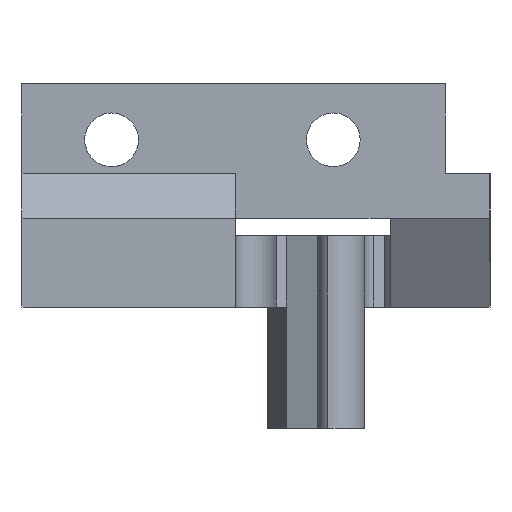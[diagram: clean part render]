
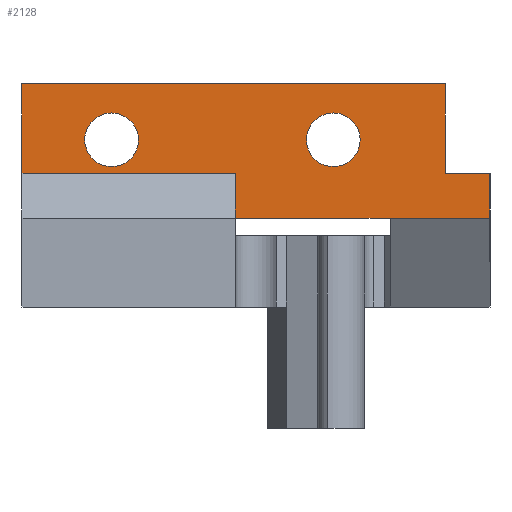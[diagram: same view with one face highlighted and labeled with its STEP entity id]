
A CAD part, front view. The second image highlights one B-rep face of the part: STEP entity #2128.
In plain terms, the highlighted planar face has unit normal (0, -1, 0).
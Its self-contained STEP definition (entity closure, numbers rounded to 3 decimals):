
#4 = LINE ( 'NONE', #807, #1484 ) ;
#5 = CARTESIAN_POINT ( 'NONE',  ( -4.764, -9.495, 2.381 ) ) ;
#8 = DIRECTION ( 'NONE',  ( 0., -1., 0. ) ) ;
#20 = CARTESIAN_POINT ( 'NONE',  ( 14.14, -9.495, 4.381 ) ) ;
#44 = CARTESIAN_POINT ( 'NONE',  ( 4.77, -9.495, 2.381 ) ) ;
#123 = CARTESIAN_POINT ( 'NONE',  ( -4.762, -9.495, 4.381 ) ) ;
#151 = CARTESIAN_POINT ( 'NONE',  ( -0.762, -9.495, 4.681 ) ) ;
#168 = AXIS2_PLACEMENT_3D ( 'NONE', #187, #1215, #3300 ) ;
#187 = CARTESIAN_POINT ( 'NONE',  ( 16.14, -9.495, 15.46 ) ) ;
#201 = DIRECTION ( 'NONE',  ( 1., 0., 0. ) ) ;
#227 = EDGE_CURVE ( 'NONE', #2778, #649, #2039, .T. ) ;
#236 = CARTESIAN_POINT ( 'NONE',  ( -4.762, -9.495, 8.381 ) ) ;
#259 = VECTOR ( 'NONE', #2710, 1000. ) ;
#266 = CARTESIAN_POINT ( 'NONE',  ( 9.14, -9.495, 4.681 ) ) ;
#269 = DIRECTION ( 'NONE',  ( -1., 0., 0. ) ) ;
#291 = ORIENTED_EDGE ( 'NONE', *, *, #2359, .F. ) ;
#314 = DIRECTION ( 'NONE',  ( 0., 0., -1. ) ) ;
#350 = LINE ( 'NONE', #44, #3192 ) ;
#356 = ORIENTED_EDGE ( 'NONE', *, *, #1125, .F. ) ;
#368 = CARTESIAN_POINT ( 'NONE',  ( 16.14, -9.495, 2.381 ) ) ;
#417 = PLANE ( 'NONE',  #168 ) ;
#451 = FACE_OUTER_BOUND ( 'NONE', #2949, .T. ) ;
#464 = AXIS2_PLACEMENT_3D ( 'NONE', #493, #2972, #3026 ) ;
#493 = CARTESIAN_POINT ( 'NONE',  ( -0.762, -9.495, 5.881 ) ) ;
#521 = VECTOR ( 'NONE', #269, 1000. ) ;
#532 = ORIENTED_EDGE ( 'NONE', *, *, #916, .F. ) ;
#583 = AXIS2_PLACEMENT_3D ( 'NONE', #2521, #1720, #2266 ) ;
#649 = VERTEX_POINT ( 'NONE', #368 ) ;
#652 = DIRECTION ( 'NONE',  ( 0., 0., -1. ) ) ;
#700 = CIRCLE ( 'NONE', #2328, 1.2 ) ;
#760 = EDGE_LOOP ( 'NONE', ( #2132, #1622 ) ) ;
#807 = CARTESIAN_POINT ( 'NONE',  ( 14.14, -9.495, 8.381 ) ) ;
#815 = VERTEX_POINT ( 'NONE', #151 ) ;
#840 = EDGE_CURVE ( 'NONE', #815, #2456, #3121, .T. ) ;
#888 = VERTEX_POINT ( 'NONE', #2043 ) ;
#916 = EDGE_CURVE ( 'NONE', #1294, #649, #1945, .T. ) ;
#1032 = CARTESIAN_POINT ( 'NONE',  ( 9.14, -9.495, 7.081 ) ) ;
#1058 = VECTOR ( 'NONE', #652, 1000. ) ;
#1062 = EDGE_CURVE ( 'NONE', #2617, #2601, #700, .T. ) ;
#1074 = DIRECTION ( 'NONE',  ( 0., 0., 1. ) ) ;
#1101 = CARTESIAN_POINT ( 'NONE',  ( 11.678, -9.495, 2.381 ) ) ;
#1125 = EDGE_CURVE ( 'NONE', #2456, #815, #1130, .T. ) ;
#1130 = CIRCLE ( 'NONE', #3366, 1.2 ) ;
#1189 = EDGE_LOOP ( 'NONE', ( #2369, #356 ) ) ;
#1206 = CARTESIAN_POINT ( 'NONE',  ( 16.14, -9.495, 4.381 ) ) ;
#1215 = DIRECTION ( 'NONE',  ( 0., 1., 0. ) ) ;
#1294 = VERTEX_POINT ( 'NONE', #1206 ) ;
#1341 = EDGE_CURVE ( 'NONE', #2601, #2617, #1938, .T. ) ;
#1343 = VECTOR ( 'NONE', #2330, 1000. ) ;
#1376 = EDGE_CURVE ( 'NONE', #2680, #1294, #2585, .T. ) ;
#1445 = VERTEX_POINT ( 'NONE', #1833 ) ;
#1482 = CARTESIAN_POINT ( 'NONE',  ( -0.762, -9.495, 7.081 ) ) ;
#1484 = VECTOR ( 'NONE', #2913, 1000. ) ;
#1558 = VECTOR ( 'NONE', #201, 1000. ) ;
#1622 = ORIENTED_EDGE ( 'NONE', *, *, #1062, .F. ) ;
#1665 = CARTESIAN_POINT ( 'NONE',  ( -0.762, -9.495, 5.881 ) ) ;
#1668 = ORIENTED_EDGE ( 'NONE', *, *, #1818, .T. ) ;
#1670 = VERTEX_POINT ( 'NONE', #3291 ) ;
#1682 = ORIENTED_EDGE ( 'NONE', *, *, #1376, .F. ) ;
#1683 = DIRECTION ( 'NONE',  ( 0., 0., -1. ) ) ;
#1720 = DIRECTION ( 'NONE',  ( 0., -1., 0. ) ) ;
#1788 = DIRECTION ( 'NONE',  ( 1., 0., 0. ) ) ;
#1818 = EDGE_CURVE ( 'NONE', #1670, #2405, #2562, .T. ) ;
#1833 = CARTESIAN_POINT ( 'NONE',  ( 14.14, -9.495, 8.381 ) ) ;
#1910 = ORIENTED_EDGE ( 'NONE', *, *, #2398, .F. ) ;
#1938 = CIRCLE ( 'NONE', #583, 1.2 ) ;
#1945 = LINE ( 'NONE', #2990, #1058 ) ;
#1961 = FACE_BOUND ( 'NONE', #760, .T. ) ;
#1963 = ORIENTED_EDGE ( 'NONE', *, *, #227, .T. ) ;
#1976 = LINE ( 'NONE', #2471, #259 ) ;
#2039 = LINE ( 'NONE', #5, #2408 ) ;
#2043 = CARTESIAN_POINT ( 'NONE',  ( 4.77, -9.495, 2.381 ) ) ;
#2086 = DIRECTION ( 'NONE',  ( 0., 0., -1. ) ) ;
#2128 = ADVANCED_FACE ( 'NONE', ( #1961, #2752, #451 ), #417, .F. ) ;
#2132 = ORIENTED_EDGE ( 'NONE', *, *, #1341, .F. ) ;
#2192 = CARTESIAN_POINT ( 'NONE',  ( 14.14, -9.495, 4.381 ) ) ;
#2205 = VERTEX_POINT ( 'NONE', #3130 ) ;
#2237 = EDGE_CURVE ( 'NONE', #2205, #2405, #2322, .T. ) ;
#2266 = DIRECTION ( 'NONE',  ( 0., 0., -1. ) ) ;
#2322 = LINE ( 'NONE', #3109, #521 ) ;
#2328 = AXIS2_PLACEMENT_3D ( 'NONE', #2863, #8, #314 ) ;
#2330 = DIRECTION ( 'NONE',  ( 1., 0., 0. ) ) ;
#2359 = EDGE_CURVE ( 'NONE', #888, #2205, #350, .T. ) ;
#2369 = ORIENTED_EDGE ( 'NONE', *, *, #840, .F. ) ;
#2398 = EDGE_CURVE ( 'NONE', #1670, #1445, #2437, .T. ) ;
#2405 = VERTEX_POINT ( 'NONE', #123 ) ;
#2408 = VECTOR ( 'NONE', #1788, 1000. ) ;
#2420 = EDGE_CURVE ( 'NONE', #888, #2778, #1976, .T. ) ;
#2437 = LINE ( 'NONE', #2969, #1558 ) ;
#2448 = DIRECTION ( 'NONE',  ( 0., -1., 0. ) ) ;
#2456 = VERTEX_POINT ( 'NONE', #1482 ) ;
#2471 = CARTESIAN_POINT ( 'NONE',  ( -1.554, -9.495, 2.381 ) ) ;
#2521 = CARTESIAN_POINT ( 'NONE',  ( 9.14, -9.495, 5.881 ) ) ;
#2562 = LINE ( 'NONE', #236, #3346 ) ;
#2585 = LINE ( 'NONE', #20, #1343 ) ;
#2601 = VERTEX_POINT ( 'NONE', #266 ) ;
#2617 = VERTEX_POINT ( 'NONE', #1032 ) ;
#2627 = ORIENTED_EDGE ( 'NONE', *, *, #2237, .F. ) ;
#2680 = VERTEX_POINT ( 'NONE', #2192 ) ;
#2710 = DIRECTION ( 'NONE',  ( 1., 0., 0. ) ) ;
#2752 = FACE_BOUND ( 'NONE', #1189, .T. ) ;
#2778 = VERTEX_POINT ( 'NONE', #1101 ) ;
#2863 = CARTESIAN_POINT ( 'NONE',  ( 9.14, -9.495, 5.881 ) ) ;
#2913 = DIRECTION ( 'NONE',  ( 0., 0., -1. ) ) ;
#2949 = EDGE_LOOP ( 'NONE', ( #1668, #2627, #291, #3297, #1963, #532, #1682, #2951, #1910 ) ) ;
#2951 = ORIENTED_EDGE ( 'NONE', *, *, #3256, .F. ) ;
#2969 = CARTESIAN_POINT ( 'NONE',  ( 11.678, -9.495, 8.381 ) ) ;
#2972 = DIRECTION ( 'NONE',  ( 0., -1., 0. ) ) ;
#2990 = CARTESIAN_POINT ( 'NONE',  ( 16.14, -9.495, 15.46 ) ) ;
#3026 = DIRECTION ( 'NONE',  ( 0., 0., -1. ) ) ;
#3109 = CARTESIAN_POINT ( 'NONE',  ( 7.331, -9.495, 4.381 ) ) ;
#3121 = CIRCLE ( 'NONE', #464, 1.2 ) ;
#3130 = CARTESIAN_POINT ( 'NONE',  ( 4.77, -9.495, 4.381 ) ) ;
#3192 = VECTOR ( 'NONE', #1074, 1000. ) ;
#3256 = EDGE_CURVE ( 'NONE', #1445, #2680, #4, .T. ) ;
#3291 = CARTESIAN_POINT ( 'NONE',  ( -4.762, -9.495, 8.381 ) ) ;
#3297 = ORIENTED_EDGE ( 'NONE', *, *, #2420, .T. ) ;
#3300 = DIRECTION ( 'NONE',  ( 0., 0., 1. ) ) ;
#3346 = VECTOR ( 'NONE', #2086, 1000. ) ;
#3366 = AXIS2_PLACEMENT_3D ( 'NONE', #1665, #2448, #1683 ) ;
